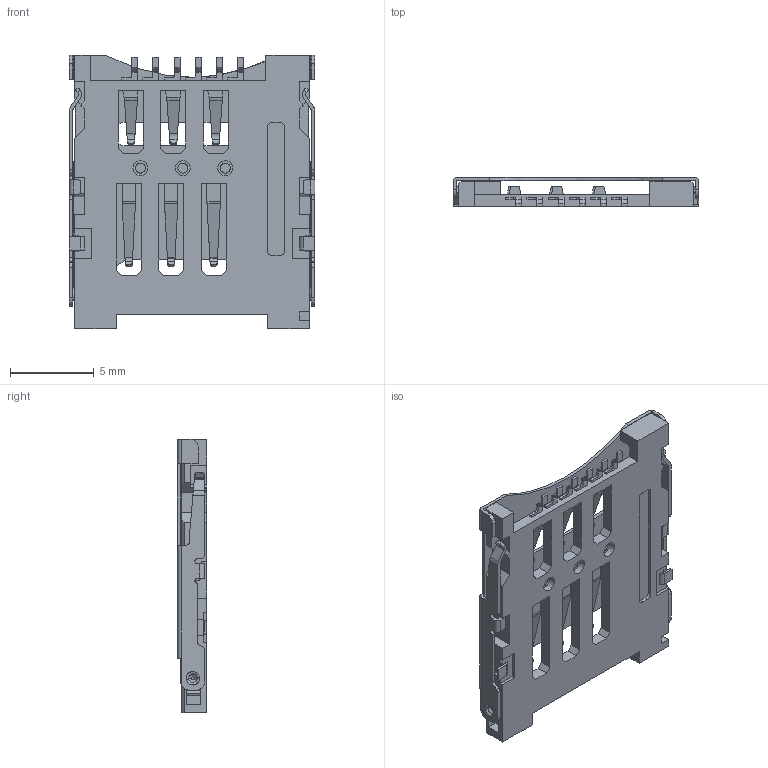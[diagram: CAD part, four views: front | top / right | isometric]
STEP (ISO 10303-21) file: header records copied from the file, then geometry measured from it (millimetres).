
FILE_DESCRIPTION (( 'STEP AP214' ), '1' );
FILE_NAME ('SIM7200-6-0-18-00-A.STEP', '2019-05-09T13:02:09', ( '' ), ( '' ), 'SwSTEP 2.0', 'SolidWorks 2017', '' );
FILE_SCHEMA (( 'AUTOMOTIVE_DESIGN' ));
Length unit declared in the file: millimetre
Products named in the file (1): SIM7200-6-0-18-00-A
Bounding box: 14.7 x 1.75 x 16.35 mm (x, y, z)
Volume: 167.4 mm3; surface area: 978 mm2
Topology: 16 solids, 16 shells, 802 faces, 2214 edges, 1471 vertices
Faces by surface type: plane 612, cylinder 173, bspline 17
Entity records: 26814 total; most frequent: CARTESIAN_POINT 6362, ORIENTED_EDGE 4428, DIRECTION 3832, EDGE_CURVE 2214, LINE 1798, VECTOR 1798, VERTEX_POINT 1471, AXIS2_PLACEMENT_3D 1017
